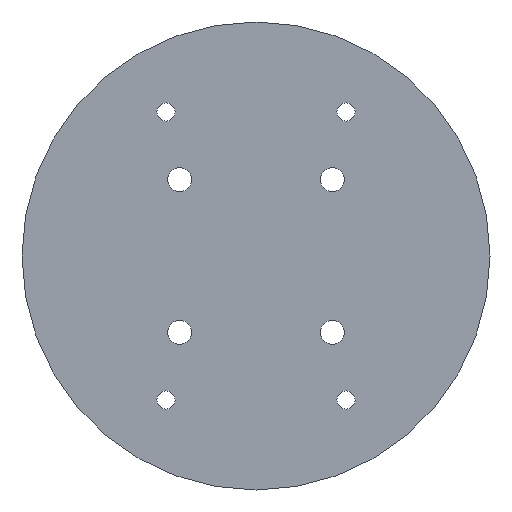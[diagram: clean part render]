
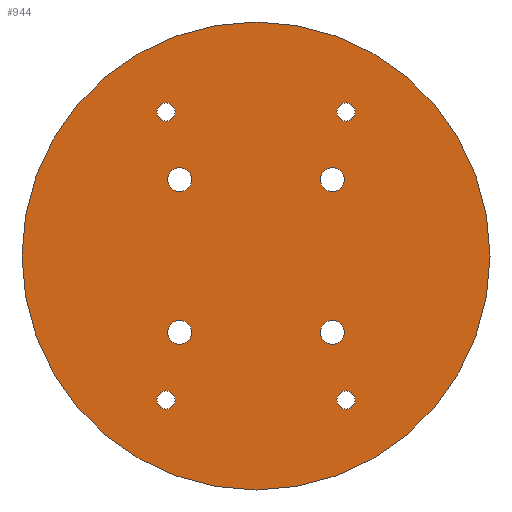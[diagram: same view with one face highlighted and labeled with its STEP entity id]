
A CAD part, front view. The second image highlights one B-rep face of the part: STEP entity #944.
In plain terms, the highlighted planar face has unit normal (0, -1, 0).
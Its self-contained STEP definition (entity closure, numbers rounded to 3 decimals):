
#41=FACE_BOUND('',#191,.T.);
#42=FACE_BOUND('',#192,.T.);
#43=FACE_BOUND('',#193,.T.);
#44=FACE_BOUND('',#194,.T.);
#45=FACE_BOUND('',#195,.T.);
#46=FACE_BOUND('',#196,.T.);
#47=FACE_BOUND('',#197,.T.);
#48=FACE_BOUND('',#198,.T.);
#68=PLANE('',#1049);
#116=FACE_OUTER_BOUND('',#190,.T.);
#190=EDGE_LOOP('',(#810));
#191=EDGE_LOOP('',(#811));
#192=EDGE_LOOP('',(#812));
#193=EDGE_LOOP('',(#813));
#194=EDGE_LOOP('',(#814));
#195=EDGE_LOOP('',(#815));
#196=EDGE_LOOP('',(#816));
#197=EDGE_LOOP('',(#817));
#198=EDGE_LOOP('',(#818));
#403=CIRCLE('',#1022,1.666);
#405=CIRCLE('',#1025,1.666);
#407=CIRCLE('',#1028,1.666);
#409=CIRCLE('',#1031,1.666);
#411=CIRCLE('',#1034,1.265);
#413=CIRCLE('',#1037,1.265);
#415=CIRCLE('',#1040,1.265);
#417=CIRCLE('',#1043,1.265);
#420=CIRCLE('',#1048,32.5);
#467=VERTEX_POINT('',#1472);
#469=VERTEX_POINT('',#1478);
#471=VERTEX_POINT('',#1484);
#473=VERTEX_POINT('',#1490);
#475=VERTEX_POINT('',#1496);
#477=VERTEX_POINT('',#1502);
#479=VERTEX_POINT('',#1508);
#481=VERTEX_POINT('',#1514);
#492=VERTEX_POINT('',#1539);
#572=EDGE_CURVE('',#467,#467,#403,.T.);
#575=EDGE_CURVE('',#469,#469,#405,.T.);
#578=EDGE_CURVE('',#471,#471,#407,.T.);
#581=EDGE_CURVE('',#473,#473,#409,.T.);
#584=EDGE_CURVE('',#475,#475,#411,.T.);
#587=EDGE_CURVE('',#477,#477,#413,.T.);
#590=EDGE_CURVE('',#479,#479,#415,.T.);
#593=EDGE_CURVE('',#481,#481,#417,.T.);
#605=EDGE_CURVE('',#492,#492,#420,.T.);
#810=ORIENTED_EDGE('',*,*,#605,.F.);
#811=ORIENTED_EDGE('',*,*,#572,.F.);
#812=ORIENTED_EDGE('',*,*,#575,.F.);
#813=ORIENTED_EDGE('',*,*,#578,.F.);
#814=ORIENTED_EDGE('',*,*,#581,.F.);
#815=ORIENTED_EDGE('',*,*,#584,.F.);
#816=ORIENTED_EDGE('',*,*,#587,.F.);
#817=ORIENTED_EDGE('',*,*,#590,.F.);
#818=ORIENTED_EDGE('',*,*,#593,.F.);
#944=ADVANCED_FACE('',(#116,#41,#42,#43,#44,#45,#46,#47,#48),#68,.F.);
#1022=AXIS2_PLACEMENT_3D('',#1473,#1207,#1208);
#1025=AXIS2_PLACEMENT_3D('',#1479,#1214,#1215);
#1028=AXIS2_PLACEMENT_3D('',#1485,#1221,#1222);
#1031=AXIS2_PLACEMENT_3D('',#1491,#1228,#1229);
#1034=AXIS2_PLACEMENT_3D('',#1497,#1235,#1236);
#1037=AXIS2_PLACEMENT_3D('',#1503,#1242,#1243);
#1040=AXIS2_PLACEMENT_3D('',#1509,#1249,#1250);
#1043=AXIS2_PLACEMENT_3D('',#1515,#1256,#1257);
#1048=AXIS2_PLACEMENT_3D('',#1540,#1275,#1276);
#1049=AXIS2_PLACEMENT_3D('',#1542,#1278,#1279);
#1207=DIRECTION('center_axis',(0.,-1.,0.));
#1208=DIRECTION('ref_axis',(0.,0.,1.));
#1214=DIRECTION('center_axis',(0.,-1.,0.));
#1215=DIRECTION('ref_axis',(0.,0.,1.));
#1221=DIRECTION('center_axis',(0.,-1.,0.));
#1222=DIRECTION('ref_axis',(0.,0.,1.));
#1228=DIRECTION('center_axis',(0.,-1.,0.));
#1229=DIRECTION('ref_axis',(0.,0.,1.));
#1235=DIRECTION('center_axis',(0.,-1.,0.));
#1236=DIRECTION('ref_axis',(0.,0.,1.));
#1242=DIRECTION('center_axis',(0.,-1.,0.));
#1243=DIRECTION('ref_axis',(0.,0.,1.));
#1249=DIRECTION('center_axis',(0.,-1.,0.));
#1250=DIRECTION('ref_axis',(0.,0.,1.));
#1256=DIRECTION('center_axis',(0.,-1.,0.));
#1257=DIRECTION('ref_axis',(0.,0.,1.));
#1275=DIRECTION('center_axis',(0.,1.,0.));
#1276=DIRECTION('ref_axis',(-1.,0.,0.));
#1278=DIRECTION('center_axis',(0.,1.,0.));
#1279=DIRECTION('ref_axis',(-1.,0.,0.));
#1472=CARTESIAN_POINT('',(-10.607,-18.,10.227));
#1473=CARTESIAN_POINT('Origin',(-10.607,-18.,11.893));
#1478=CARTESIAN_POINT('',(10.607,-18.,31.441));
#1479=CARTESIAN_POINT('Origin',(10.607,-18.,33.107));
#1484=CARTESIAN_POINT('',(-10.607,-18.,31.441));
#1485=CARTESIAN_POINT('Origin',(-10.607,-18.,33.107));
#1490=CARTESIAN_POINT('',(10.607,-18.,10.227));
#1491=CARTESIAN_POINT('Origin',(10.607,-18.,11.893));
#1496=CARTESIAN_POINT('',(-12.5,-18.,1.236));
#1497=CARTESIAN_POINT('Origin',(-12.5,-18.,2.5));
#1502=CARTESIAN_POINT('',(12.5,-18.,41.236));
#1503=CARTESIAN_POINT('Origin',(12.5,-18.,42.5));
#1508=CARTESIAN_POINT('',(-12.5,-18.,41.236));
#1509=CARTESIAN_POINT('Origin',(-12.5,-18.,42.5));
#1514=CARTESIAN_POINT('',(12.5,-18.,1.236));
#1515=CARTESIAN_POINT('Origin',(12.5,-18.,2.5));
#1539=CARTESIAN_POINT('',(32.5,-18.,22.5));
#1540=CARTESIAN_POINT('Origin',(0.,-18.,22.5));
#1542=CARTESIAN_POINT('Origin',(0.,-18.,22.5));
